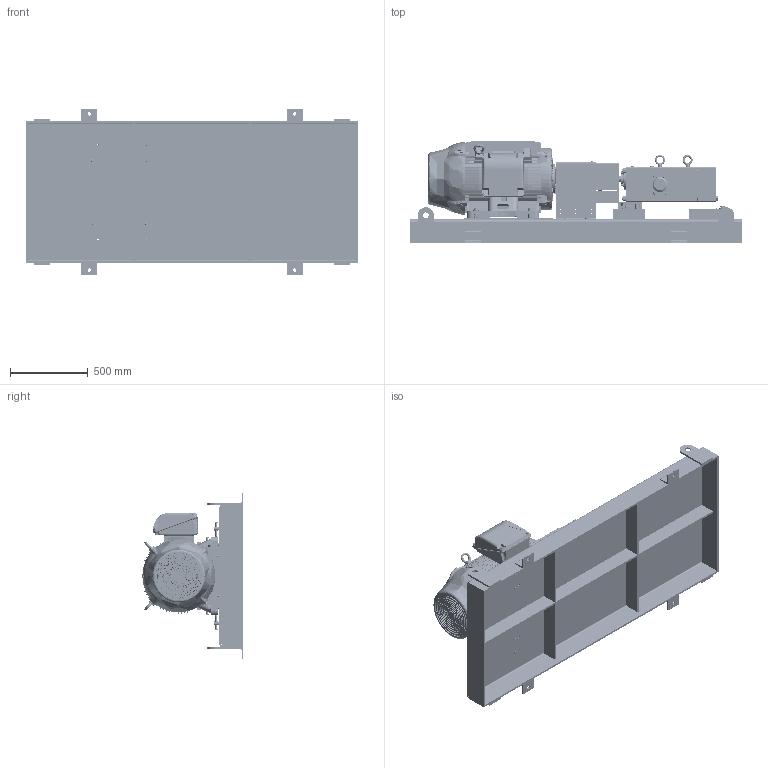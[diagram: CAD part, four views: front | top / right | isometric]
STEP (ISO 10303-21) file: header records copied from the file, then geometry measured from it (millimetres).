
FILE_DESCRIPTION (( 'STEP AP214' ), '1' );
FILE_NAME ('GPV-1455-021-U.STEP', '2019-09-30T14:58:39', ( '' ), ( '' ), 'SwSTEP 2.0', 'SolidWorks 2018', '' );
FILE_SCHEMA (( 'AUTOMOTIVE_DESIGN' ));
Length unit declared in the file: inch
Products named in the file (1): GPV-1455-021-U
Bounding box: 2133.6 x 655.75 x 1066.8 mm (x, y, z)
Volume: 218330023.4 mm3; surface area: 14757984.8 mm2
Topology: 140 solids, 163 shells, 9338 faces, 23868 edges, 15255 vertices
Faces by surface type: plane 4285, cylinder 2035, cone 1725, bspline 1231, torus 52, sphere 10
Entity records: 444487 total; most frequent: CARTESIAN_POINT 203512, ORIENTED_EDGE 47586, DIRECTION 40336, EDGE_CURVE 23793, VERTEX_POINT 15250, AXIS2_PLACEMENT_3D 14077, VECTOR 12182, LINE 12182
